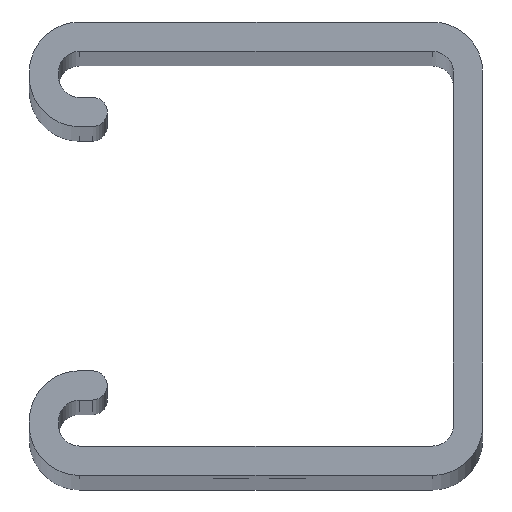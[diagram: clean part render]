
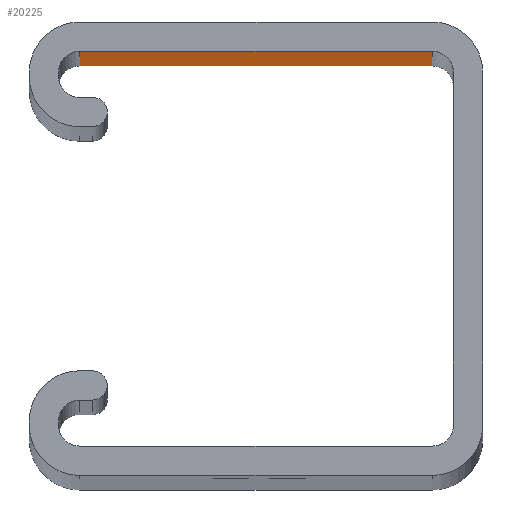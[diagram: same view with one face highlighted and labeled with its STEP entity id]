
A CAD part, top view. The second image highlights one B-rep face of the part: STEP entity #20225.
In plain terms, the highlighted planar face has unit normal (0, -1, 0).
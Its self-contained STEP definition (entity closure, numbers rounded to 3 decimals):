
#3071 = VERTEX_POINT ( 'NONE', #7649 ) ;
#3169 = EDGE_CURVE ( 'Edge3', #12260, #3071, #21226, .T. ) ;
#3839 = VECTOR ( 'NONE', #25724, 39.37 ) ;
#4417 = CARTESIAN_POINT ( 'NONE',  ( -0.18, 0.708, -15. ) ) ;
#7649 = CARTESIAN_POINT ( 'NONE',  ( -0.18, 0.708, 15. ) ) ;
#10591 = CARTESIAN_POINT ( 'NONE',  ( -1.445, 0.707, 15. ) ) ;
#12260 = VERTEX_POINT ( 'NONE', #10591 ) ;
#20000 = DIRECTION ( 'NONE',  ( 0., 0., 1. ) ) ;
#20106 = VERTEX_POINT ( 'NONE', #30482 ) ;
#20225 = ADVANCED_FACE ( 'Face5', ( #38427 ), #24131, .T. ) ;
#20538 = ORIENTED_EDGE ( 'NONE', *, *, #34564, .T. ) ;
#21226 = LINE ( 'NONE', #27559, #38785 ) ;
#21632 = DIRECTION ( 'NONE',  ( 1., 0., 0. ) ) ;
#22325 = CARTESIAN_POINT ( 'NONE',  ( -0.18, 0.708, -15. ) ) ;
#22526 = AXIS2_PLACEMENT_3D ( 'NONE', #41617, #35253, #27520 ) ;
#24131 = PLANE ( 'NONE',  #22526 ) ;
#25724 = DIRECTION ( 'NONE',  ( 0., 0., 1. ) ) ;
#26012 = ORIENTED_EDGE ( 'NONE', *, *, #32610, .F. ) ;
#26830 = VECTOR ( 'NONE', #20000, 39.37 ) ;
#27520 = DIRECTION ( 'NONE',  ( 1., 0., 0. ) ) ;
#27559 = CARTESIAN_POINT ( 'NONE',  ( -0.18, 0.708, 15. ) ) ;
#29976 = VECTOR ( 'NONE', #21632, 39.37 ) ;
#30482 = CARTESIAN_POINT ( 'NONE',  ( -1.445, 0.707, -15. ) ) ;
#31296 = LINE ( 'NONE', #40640, #26830 ) ;
#32610 = EDGE_CURVE ( 'Edge34', #20106, #12260, #31296, .T. ) ;
#33730 = VERTEX_POINT ( 'NONE', #42639 ) ;
#34564 = EDGE_CURVE ( 'NONE', #33730, #3071, #35953, .T. ) ;
#35063 = DIRECTION ( 'NONE',  ( 1., 0., 0. ) ) ;
#35253 = DIRECTION ( 'NONE',  ( 0., -1., 0. ) ) ;
#35953 = LINE ( 'NONE', #22325, #3839 ) ;
#36662 = ORIENTED_EDGE ( 'NONE', *, *, #42719, .T. ) ;
#38427 = FACE_OUTER_BOUND ( 'NONE', #44669, .T. ) ;
#38785 = VECTOR ( 'NONE', #35063, 39.37 ) ;
#40640 = CARTESIAN_POINT ( 'NONE',  ( -1.445, 0.707, -15. ) ) ;
#40994 = ORIENTED_EDGE ( 'NONE', *, *, #3169, .F. ) ;
#41617 = CARTESIAN_POINT ( 'NONE',  ( -0.18, 0.708, -15. ) ) ;
#42055 = LINE ( 'NONE', #4417, #29976 ) ;
#42639 = CARTESIAN_POINT ( 'NONE',  ( -0.18, 0.708, -15. ) ) ;
#42719 = EDGE_CURVE ( 'NONE', #20106, #33730, #42055, .T. ) ;
#44669 = EDGE_LOOP ( 'NONE', ( #40994, #26012, #36662, #20538 ) ) ;
